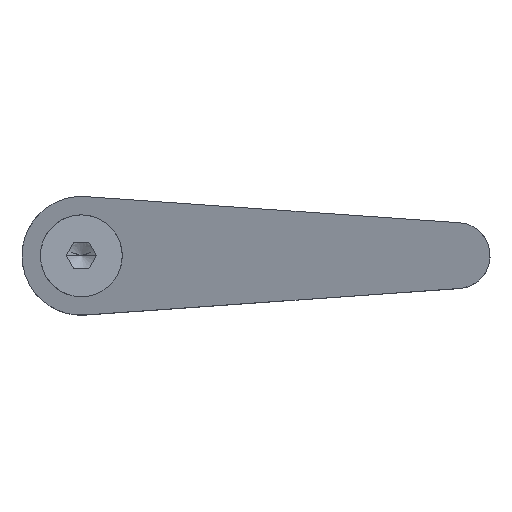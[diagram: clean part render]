
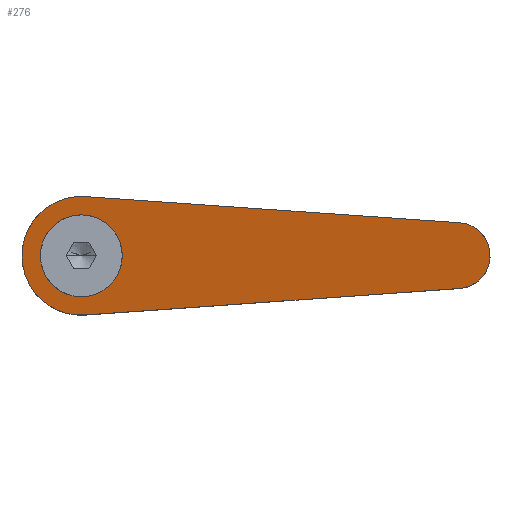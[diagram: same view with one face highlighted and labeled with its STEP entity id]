
A CAD part, top view. The second image highlights one B-rep face of the part: STEP entity #276.
In plain terms, the highlighted planar face has unit normal (-0.266, 0, 0.964).
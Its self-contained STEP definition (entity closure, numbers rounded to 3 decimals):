
#208=VERTEX_POINT('',#569);
#220=EDGE_CURVE('',#312,#330,#582,.T.);
#224=VERTEX_POINT('',#587);
#244=VERTEX_POINT('',#609);
#276=ADVANCED_FACE('',(#642,#643),#644,.F.);
#312=VERTEX_POINT('',#682);
#330=VERTEX_POINT('',#702);
#332=EDGE_CURVE('',#352,#244,#704,.T.);
#352=VERTEX_POINT('',#725);
#410=EDGE_CURVE('',#330,#480,#792,.T.);
#442=VERTEX_POINT('',#827);
#458=EDGE_CURVE('',#244,#224,#844,.T.);
#464=EDGE_CURVE('',#208,#352,#850,.T.);
#480=VERTEX_POINT('',#869);
#504=EDGE_CURVE('',#224,#442,#897,.T.);
#520=EDGE_CURVE('',#480,#312,#914,.T.);
#532=EDGE_CURVE('',#442,#208,#927,.T.);
#569=CARTESIAN_POINT('',(0.632,8.978,78.753));
#582=ELLIPSE('',#977,6.431,6.2);
#587=CARTESIAN_POINT('',(57.351,-4.988,94.379));
#609=CARTESIAN_POINT('',(0.632,-8.978,78.753));
#642=FACE_OUTER_BOUND('',#1071,.T.);
#643=FACE_BOUND('',#1072,.T.);
#644=PLANE('',#1073);
#682=CARTESIAN_POINT('',(0.,-6.2,78.579));
#702=CARTESIAN_POINT('',(0.,6.2,78.579));
#704=ELLIPSE('',#1163,9.335,9.);
#725=CARTESIAN_POINT('',(-9.,0.,76.1));
#792=ELLIPSE('',#1307,6.431,6.2);
#827=CARTESIAN_POINT('',(57.351,4.988,94.379));
#844=LINE('',#1385,#1386);
#850=ELLIPSE('',#1403,9.335,9.);
#869=CARTESIAN_POINT('',(-1.001,6.119,78.304));
#897=ELLIPSE('',#1468,5.186,5.);
#914=ELLIPSE('',#1504,6.431,6.2);
#927=LINE('',#1523,#1524);
#977=AXIS2_PLACEMENT_3D('',#1569,#1570,#1571);
#1071=EDGE_LOOP('',(#1631,#1632,#1633,#1634,#1635));
#1072=EDGE_LOOP('',(#1636,#1637,#1638));
#1073=AXIS2_PLACEMENT_3D('',#1639,#1640,#1641);
#1163=AXIS2_PLACEMENT_3D('',#1699,#1700,#1701);
#1307=AXIS2_PLACEMENT_3D('',#1812,#1813,#1814);
#1385=CARTESIAN_POINT('',(59.719,-4.821,95.031));
#1386=VECTOR('',#1856,1.0);
#1403=AXIS2_PLACEMENT_3D('',#1857,#1858,#1859);
#1468=AXIS2_PLACEMENT_3D('',#1922,#1923,#1924);
#1504=AXIS2_PLACEMENT_3D('',#1937,#1938,#1939);
#1523=CARTESIAN_POINT('',(33.351,6.676,87.767));
#1524=VECTOR('',#1953,1.0);
#1569=CARTESIAN_POINT('',(0.0,0.0,78.579));
#1570=DIRECTION('',(-0.266,0.,0.964));
#1571=DIRECTION('',(-0.964,0.0,-0.266));
#1631=ORIENTED_EDGE('',*,*,#464,.T.);
#1632=ORIENTED_EDGE('',*,*,#332,.T.);
#1633=ORIENTED_EDGE('',*,*,#458,.T.);
#1634=ORIENTED_EDGE('',*,*,#504,.T.);
#1635=ORIENTED_EDGE('',*,*,#532,.T.);
#1636=ORIENTED_EDGE('',*,*,#520,.F.);
#1637=ORIENTED_EDGE('',*,*,#410,.F.);
#1638=ORIENTED_EDGE('',*,*,#220,.F.);
#1639=CARTESIAN_POINT('',(27.678,0.,86.204));
#1640=DIRECTION('',(0.266,0.,-0.964));
#1641=DIRECTION('',(0.256,0.964,0.071));
#1699=CARTESIAN_POINT('',(0.,0.,78.579));
#1700=DIRECTION('',(-0.266,0.,0.964));
#1701=DIRECTION('',(-0.964,0.,-0.266));
#1812=CARTESIAN_POINT('',(0.0,0.0,78.579));
#1813=DIRECTION('',(-0.266,0.,0.964));
#1814=DIRECTION('',(-0.964,0.0,-0.266));
#1856=DIRECTION('',(0.962,0.068,0.265));
#1857=CARTESIAN_POINT('',(0.,0.,78.579));
#1858=DIRECTION('',(-0.266,0.,0.964));
#1859=DIRECTION('',(-0.964,0.,-0.266));
#1922=CARTESIAN_POINT('',(57.0,0.0,94.282));
#1923=DIRECTION('',(-0.266,0.,0.964));
#1924=DIRECTION('',(0.964,0.,0.266));
#1937=CARTESIAN_POINT('',(0.0,0.0,78.579));
#1938=DIRECTION('',(-0.266,0.,0.964));
#1939=DIRECTION('',(-0.964,0.0,-0.266));
#1953=DIRECTION('',(-0.962,0.068,-0.265));
